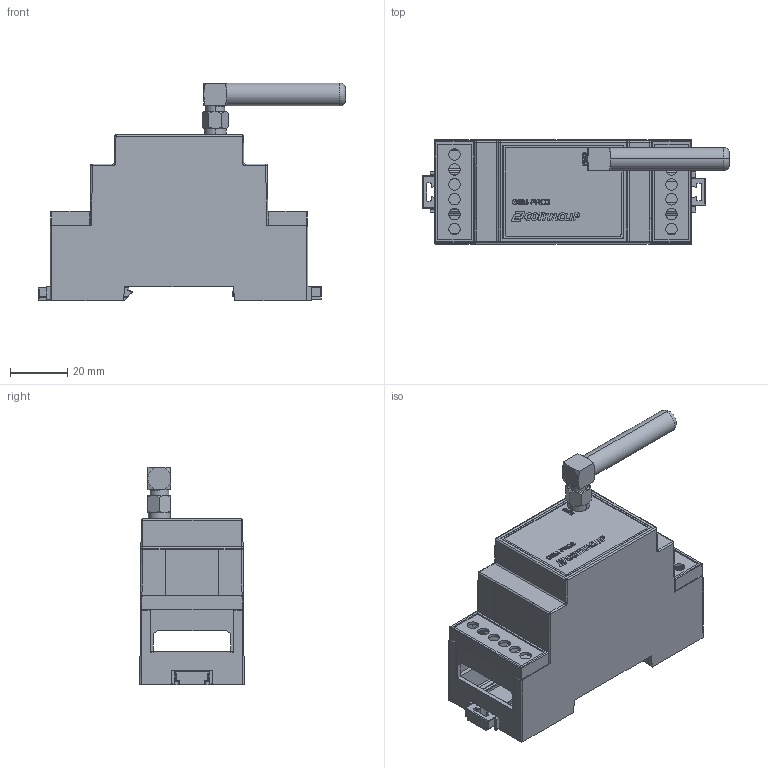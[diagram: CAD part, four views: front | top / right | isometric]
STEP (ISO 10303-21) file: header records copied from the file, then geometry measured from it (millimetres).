
FILE_DESCRIPTION(/* description */ (''),/* implementation_level */ '2;1');
FILE_NAME(/* name */ '16454.2_GSM-PRO2-4G-EU.stp',/* time_stamp */ '2020-03-17T15:08:13+01:00',/* author */ (''),/* organization */ (''),/* preprocessor_version */ 'ST-DEVELOPER v16.7',/* originating_system */ 'SIEMENS PLM Software NX 12.0',/* authorisation */ '');
FILE_SCHEMA (('AUTOMOTIVE_DESIGN { 1 0 10303 214 3 1 1 1 }'));
Products named in the file (1): 16454.2_GSM-PRO2-4G-EU
Bounding box: 107.25 x 36.5 x 76.1 mm (x, y, z)
Volume: 33897.9 mm3; surface area: 48926 mm2
Topology: 11 solids, 12 shells, 1562 faces, 4151 edges, 2620 vertices
Faces by surface type: plane 757, cylinder 470, extrusion 117, bspline 93, sphere 70, cone 51, torus 4
Full cylindrical faces by diameter (mm): 1.3 x1, 4 x12, 4.6 x2, 6.5 x1
Entity records: 56156 total; most frequent: CARTESIAN_POINT 17262, ORIENTED_EDGE 8138, DIRECTION 7045, EDGE_CURVE 4069, VERTEX_POINT 2604, VECTOR 2551, LINE 2434, AXIS2_PLACEMENT_3D 2247
